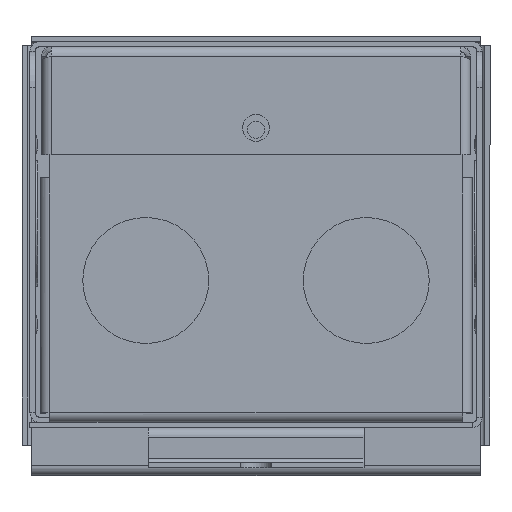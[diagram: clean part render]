
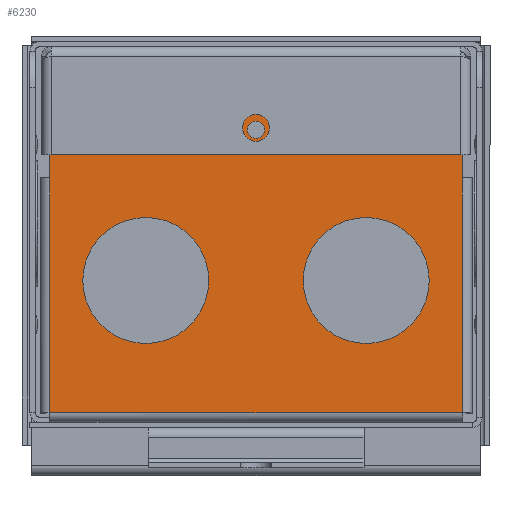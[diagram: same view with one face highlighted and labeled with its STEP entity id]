
A CAD part, front view. The second image highlights one B-rep face of the part: STEP entity #6230.
In plain terms, the highlighted planar face has unit normal (0, -1, 0).
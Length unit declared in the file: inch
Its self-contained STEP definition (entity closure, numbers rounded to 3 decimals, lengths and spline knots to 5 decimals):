
#102 = DIRECTION ( 'NONE',  ( 0., 0., -1. ) ) ;
#464 = ORIENTED_EDGE ( 'NONE', *, *, #6141, .T. ) ;
#650 = ORIENTED_EDGE ( 'NONE', *, *, #6978, .F. ) ;
#745 = CARTESIAN_POINT ( 'NONE',  ( -1.4331, -0.0359, 1.11 ) ) ;
#765 = DIRECTION ( 'NONE',  ( 1., 0., 0. ) ) ;
#783 = CARTESIAN_POINT ( 'NONE',  ( -0.7655, -0.0359, 0.3125 ) ) ;
#816 = ORIENTED_EDGE ( 'NONE', *, *, #4865, .F. ) ;
#871 = DIRECTION ( 'NONE',  ( 0., 0., 1. ) ) ;
#884 = AXIS2_PLACEMENT_3D ( 'NONE', #5159, #5096, #871 ) ;
#910 = EDGE_CURVE ( 'NONE', #6300, #2658, #3987, .T. ) ;
#973 = EDGE_LOOP ( 'NONE', ( #816, #3704 ) ) ;
#1030 = DIRECTION ( 'NONE',  ( 0., 0., -1. ) ) ;
#1170 = AXIS2_PLACEMENT_3D ( 'NONE', #6579, #1559, #2293 ) ;
#1255 = LINE ( 'NONE', #3280, #3882 ) ;
#1350 = EDGE_CURVE ( 'NONE', #8792, #5421, #5072, .T. ) ;
#1356 = ORIENTED_EDGE ( 'NONE', *, *, #2098, .T. ) ;
#1559 = DIRECTION ( 'NONE',  ( 0., 1., 0. ) ) ;
#1654 = PLANE ( 'NONE',  #1170 ) ;
#1876 = CARTESIAN_POINT ( 'NONE',  ( -1.4331, -0.0359, 0.587 ) ) ;
#2033 = CIRCLE ( 'NONE', #5840, 0.4375 ) ;
#2075 = DIRECTION ( 'NONE',  ( 0., -1., 0. ) ) ;
#2084 = CARTESIAN_POINT ( 'NONE',  ( 1.4331, -0.0359, 1.11 ) ) ;
#2098 = EDGE_CURVE ( 'NONE', #6300, #3143, #7824, .T. ) ;
#2121 = CARTESIAN_POINT ( 'NONE',  ( 0., -0.0359, 0.9225 ) ) ;
#2139 = CARTESIAN_POINT ( 'NONE',  ( 1.4331, -0.0359, 1.11 ) ) ;
#2188 = CARTESIAN_POINT ( 'NONE',  ( -1.43626, -0.0359, -1.0431 ) ) ;
#2293 = DIRECTION ( 'NONE',  ( 0., 0., 1. ) ) ;
#2457 = VERTEX_POINT ( 'NONE', #8922 ) ;
#2658 = VERTEX_POINT ( 'NONE', #2139 ) ;
#2797 = EDGE_CURVE ( 'NONE', #7147, #7904, #1255, .T. ) ;
#2887 = CARTESIAN_POINT ( 'NONE',  ( -0.7655, -0.0359, -0.125 ) ) ;
#2951 = VECTOR ( 'NONE', #5380, 39.37008 ) ;
#3138 = CARTESIAN_POINT ( 'NONE',  ( 1.4331, -0.0359, -1.0431 ) ) ;
#3143 = VERTEX_POINT ( 'NONE', #1876 ) ;
#3164 = ORIENTED_EDGE ( 'NONE', *, *, #8459, .F. ) ;
#3190 = CIRCLE ( 'NONE', #884, 0.06 ) ;
#3280 = CARTESIAN_POINT ( 'NONE',  ( 1.4331, -0.0359, -1.04626 ) ) ;
#3382 = CARTESIAN_POINT ( 'NONE',  ( -0.7655, -0.0359, -0.125 ) ) ;
#3416 = FACE_BOUND ( 'NONE', #973, .T. ) ;
#3427 = VERTEX_POINT ( 'NONE', #6800 ) ;
#3496 = ORIENTED_EDGE ( 'NONE', *, *, #910, .F. ) ;
#3600 = ORIENTED_EDGE ( 'NONE', *, *, #6852, .T. ) ;
#3604 = CARTESIAN_POINT ( 'NONE',  ( 0.7655, -0.0359, -0.5625 ) ) ;
#3611 = CARTESIAN_POINT ( 'NONE',  ( 0., -0.0359, 0.8625 ) ) ;
#3704 = ORIENTED_EDGE ( 'NONE', *, *, #1350, .F. ) ;
#3761 = EDGE_CURVE ( 'NONE', #3143, #2457, #7031, .T. ) ;
#3818 = DIRECTION ( 'NONE',  ( 0., -1., 0. ) ) ;
#3882 = VECTOR ( 'NONE', #7484, 39.37008 ) ;
#3987 = LINE ( 'NONE', #8832, #7518 ) ;
#4246 = CARTESIAN_POINT ( 'NONE',  ( -0.7655, -0.0359, -0.5625 ) ) ;
#4355 = DIRECTION ( 'NONE',  ( 0., -1., 0. ) ) ;
#4709 = ORIENTED_EDGE ( 'NONE', *, *, #8291, .T. ) ;
#4801 = CIRCLE ( 'NONE', #6954, 0.4375 ) ;
#4835 = VECTOR ( 'NONE', #1030, 39.37008 ) ;
#4865 = EDGE_CURVE ( 'NONE', #5421, #8792, #8289, .T. ) ;
#4954 = EDGE_LOOP ( 'NONE', ( #464, #5590 ) ) ;
#5072 = CIRCLE ( 'NONE', #7203, 0.4375 ) ;
#5096 = DIRECTION ( 'NONE',  ( 0., 1., 0. ) ) ;
#5159 = CARTESIAN_POINT ( 'NONE',  ( 0., -0.0359, 0.9225 ) ) ;
#5222 = CARTESIAN_POINT ( 'NONE',  ( -1.4331, -0.0359, 1.11 ) ) ;
#5343 = AXIS2_PLACEMENT_3D ( 'NONE', #2121, #7760, #6337 ) ;
#5380 = DIRECTION ( 'NONE',  ( 0., 0., -1. ) ) ;
#5421 = VERTEX_POINT ( 'NONE', #4246 ) ;
#5501 = EDGE_CURVE ( 'NONE', #8527, #3427, #6970, .T. ) ;
#5521 = FACE_BOUND ( 'NONE', #4954, .T. ) ;
#5585 = DIRECTION ( 'NONE',  ( 0., 0., -1. ) ) ;
#5590 = ORIENTED_EDGE ( 'NONE', *, *, #5501, .T. ) ;
#5593 = DIRECTION ( 'NONE',  ( 0., 0., 1. ) ) ;
#5829 = CARTESIAN_POINT ( 'NONE',  ( 1.4331, -0.0359, 0.587 ) ) ;
#5840 = AXIS2_PLACEMENT_3D ( 'NONE', #8789, #3818, #7703 ) ;
#6141 = EDGE_CURVE ( 'NONE', #3427, #8527, #3190, .T. ) ;
#6214 = ORIENTED_EDGE ( 'NONE', *, *, #3761, .T. ) ;
#6230 = ADVANCED_FACE ( 'NONE', ( #3416, #8727, #5521, #6942 ), #1654, .F. ) ;
#6300 = VERTEX_POINT ( 'NONE', #745 ) ;
#6321 = LINE ( 'NONE', #2188, #8657 ) ;
#6337 = DIRECTION ( 'NONE',  ( 0., 0., 1. ) ) ;
#6467 = DIRECTION ( 'NONE',  ( 0., 0., -1. ) ) ;
#6579 = CARTESIAN_POINT ( 'NONE',  ( 0., -0.0359, 0. ) ) ;
#6718 = DIRECTION ( 'NONE',  ( 1., 0., 0. ) ) ;
#6800 = CARTESIAN_POINT ( 'NONE',  ( 0., -0.0359, 0.9825 ) ) ;
#6852 = EDGE_CURVE ( 'NONE', #2457, #7147, #6321, .T. ) ;
#6942 = FACE_OUTER_BOUND ( 'NONE', #7685, .T. ) ;
#6952 = AXIS2_PLACEMENT_3D ( 'NONE', #3382, #2075, #5585 ) ;
#6954 = AXIS2_PLACEMENT_3D ( 'NONE', #7141, #8548, #102 ) ;
#6970 = CIRCLE ( 'NONE', #5343, 0.06 ) ;
#6978 = EDGE_CURVE ( 'NONE', #6998, #7733, #2033, .T. ) ;
#6998 = VERTEX_POINT ( 'NONE', #8480 ) ;
#7031 = LINE ( 'NONE', #5222, #4835 ) ;
#7141 = CARTESIAN_POINT ( 'NONE',  ( 0.7655, -0.0359, -0.125 ) ) ;
#7147 = VERTEX_POINT ( 'NONE', #3138 ) ;
#7203 = AXIS2_PLACEMENT_3D ( 'NONE', #2887, #4355, #6467 ) ;
#7484 = DIRECTION ( 'NONE',  ( 0., 0., 1. ) ) ;
#7518 = VECTOR ( 'NONE', #6718, 39.37008 ) ;
#7539 = CARTESIAN_POINT ( 'NONE',  ( -1.4331, -0.0359, 1.11 ) ) ;
#7556 = LINE ( 'NONE', #2084, #8780 ) ;
#7685 = EDGE_LOOP ( 'NONE', ( #1356, #6214, #3600, #9139, #4709, #3496 ) ) ;
#7703 = DIRECTION ( 'NONE',  ( 0., 0., -1. ) ) ;
#7733 = VERTEX_POINT ( 'NONE', #3604 ) ;
#7760 = DIRECTION ( 'NONE',  ( 0., 1., 0. ) ) ;
#7824 = LINE ( 'NONE', #7539, #2951 ) ;
#7904 = VERTEX_POINT ( 'NONE', #5829 ) ;
#8289 = CIRCLE ( 'NONE', #6952, 0.4375 ) ;
#8291 = EDGE_CURVE ( 'NONE', #7904, #2658, #7556, .T. ) ;
#8459 = EDGE_CURVE ( 'NONE', #7733, #6998, #4801, .T. ) ;
#8480 = CARTESIAN_POINT ( 'NONE',  ( 0.7655, -0.0359, 0.3125 ) ) ;
#8527 = VERTEX_POINT ( 'NONE', #3611 ) ;
#8548 = DIRECTION ( 'NONE',  ( 0., -1., 0. ) ) ;
#8628 = EDGE_LOOP ( 'NONE', ( #3164, #650 ) ) ;
#8657 = VECTOR ( 'NONE', #765, 39.37008 ) ;
#8727 = FACE_BOUND ( 'NONE', #8628, .T. ) ;
#8780 = VECTOR ( 'NONE', #5593, 39.37008 ) ;
#8789 = CARTESIAN_POINT ( 'NONE',  ( 0.7655, -0.0359, -0.125 ) ) ;
#8792 = VERTEX_POINT ( 'NONE', #783 ) ;
#8832 = CARTESIAN_POINT ( 'NONE',  ( -1.5, -0.0359, 1.11 ) ) ;
#8922 = CARTESIAN_POINT ( 'NONE',  ( -1.4331, -0.0359, -1.0431 ) ) ;
#9139 = ORIENTED_EDGE ( 'NONE', *, *, #2797, .T. ) ;
